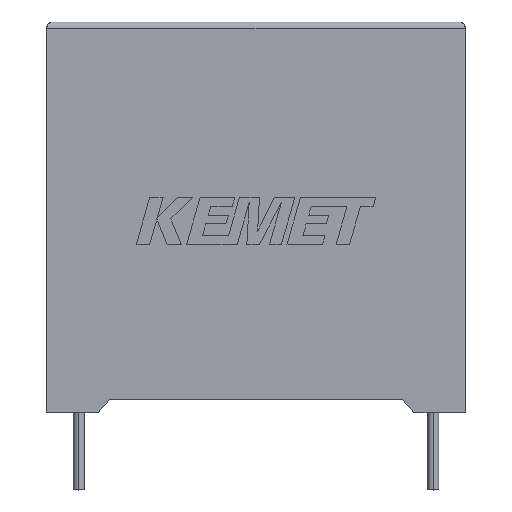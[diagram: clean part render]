
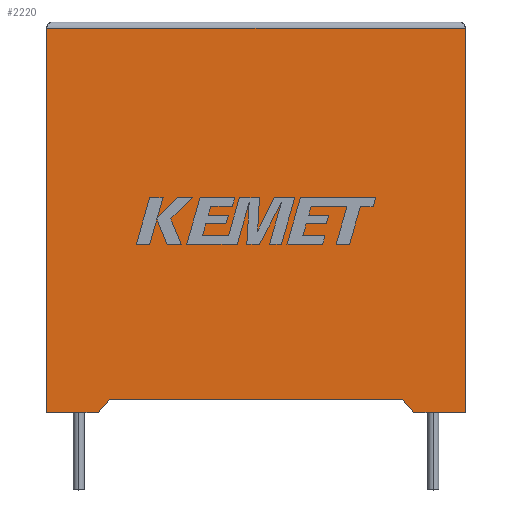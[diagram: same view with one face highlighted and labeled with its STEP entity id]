
A CAD part, top view. The second image highlights one B-rep face of the part: STEP entity #2220.
In plain terms, the highlighted planar face has unit normal (0, 0, 1).
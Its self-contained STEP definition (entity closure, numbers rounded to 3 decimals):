
#11 = ORIENTED_EDGE ( 'NONE', *, *, #854, .F. ) ;
#248 = CARTESIAN_POINT ( 'NONE',  ( 4.903, 1.045, 16.3 ) ) ;
#366 = VECTOR ( 'NONE', #1514, 1000. ) ;
#376 = AXIS2_PLACEMENT_3D ( 'NONE', #2480, #1511, #2167 ) ;
#466 = CARTESIAN_POINT ( 'NONE',  ( 4., 0., 16.3 ) ) ;
#525 = VECTOR ( 'NONE', #871, 1000. ) ;
#547 = EDGE_CURVE ( 'NONE', #3020, #1165, #2455, .T. ) ;
#559 = CARTESIAN_POINT ( 'NONE',  ( 0., 29.8, 16.3 ) ) ;
#619 = LINE ( 'NONE', #1585, #1388 ) ;
#644 = EDGE_LOOP ( 'NONE', ( #2638, #2442, #2009, #1817, #11, #1452, #2648, #1518 ) ) ;
#684 = LINE ( 'NONE', #2091, #2570 ) ;
#771 = DIRECTION ( 'NONE',  ( 0.654, -0.757, 0. ) ) ;
#802 = CARTESIAN_POINT ( 'NONE',  ( 32.5, 0., 16.3 ) ) ;
#854 = EDGE_CURVE ( 'NONE', #2686, #2211, #1277, .T. ) ;
#871 = DIRECTION ( 'NONE',  ( -0.654, -0.757, 0. ) ) ;
#900 = DIRECTION ( 'NONE',  ( 1., 0., 0. ) ) ;
#927 = FACE_OUTER_BOUND ( 'NONE', #644, .T. ) ;
#1036 = EDGE_CURVE ( 'NONE', #2227, #3013, #684, .T. ) ;
#1165 = VERTEX_POINT ( 'NONE', #2625 ) ;
#1170 = LINE ( 'NONE', #1658, #1771 ) ;
#1240 = VERTEX_POINT ( 'NONE', #1766 ) ;
#1277 = LINE ( 'NONE', #2261, #525 ) ;
#1345 = VECTOR ( 'NONE', #771, 1000. ) ;
#1388 = VECTOR ( 'NONE', #900, 1000. ) ;
#1412 = VERTEX_POINT ( 'NONE', #1487 ) ;
#1430 = PLANE ( 'NONE',  #376 ) ;
#1452 = ORIENTED_EDGE ( 'NONE', *, *, #1510, .F. ) ;
#1487 = CARTESIAN_POINT ( 'NONE',  ( 32.5, 29.8, 16.3 ) ) ;
#1492 = CARTESIAN_POINT ( 'NONE',  ( 28.5, 0., 16.3 ) ) ;
#1506 = EDGE_CURVE ( 'NONE', #1412, #3020, #2737, .T. ) ;
#1510 = EDGE_CURVE ( 'NONE', #1240, #2686, #2446, .T. ) ;
#1511 = DIRECTION ( 'NONE',  ( 0., 0., -1. ) ) ;
#1514 = DIRECTION ( 'NONE',  ( -1., 0., 0. ) ) ;
#1518 = ORIENTED_EDGE ( 'NONE', *, *, #1036, .T. ) ;
#1585 = CARTESIAN_POINT ( 'NONE',  ( 0., 0., 16.3 ) ) ;
#1650 = DIRECTION ( 'NONE',  ( -1., 0., 0. ) ) ;
#1658 = CARTESIAN_POINT ( 'NONE',  ( 32.5, 0., 16.3 ) ) ;
#1677 = VECTOR ( 'NONE', #1650, 1000. ) ;
#1692 = EDGE_CURVE ( 'NONE', #3013, #1412, #1170, .T. ) ;
#1766 = CARTESIAN_POINT ( 'NONE',  ( 27.597, 1.045, 16.3 ) ) ;
#1771 = VECTOR ( 'NONE', #1884, 1000. ) ;
#1776 = CARTESIAN_POINT ( 'NONE',  ( 28.5, 0., 16.3 ) ) ;
#1801 = CARTESIAN_POINT ( 'NONE',  ( 0., 0., 16.3 ) ) ;
#1817 = ORIENTED_EDGE ( 'NONE', *, *, #2048, .T. ) ;
#1884 = DIRECTION ( 'NONE',  ( 0., 1., 0. ) ) ;
#1965 = VECTOR ( 'NONE', #2269, 1000. ) ;
#2009 = ORIENTED_EDGE ( 'NONE', *, *, #547, .T. ) ;
#2048 = EDGE_CURVE ( 'NONE', #1165, #2211, #619, .T. ) ;
#2091 = CARTESIAN_POINT ( 'NONE',  ( 0., 0., 16.3 ) ) ;
#2167 = DIRECTION ( 'NONE',  ( -1., 0., 0. ) ) ;
#2211 = VERTEX_POINT ( 'NONE', #466 ) ;
#2220 = ADVANCED_FACE ( 'NONE', ( #927 ), #1430, .F. ) ;
#2223 = CARTESIAN_POINT ( 'NONE',  ( 0., 29.8, 16.3 ) ) ;
#2227 = VERTEX_POINT ( 'NONE', #1776 ) ;
#2261 = CARTESIAN_POINT ( 'NONE',  ( 4., 0., 16.3 ) ) ;
#2269 = DIRECTION ( 'NONE',  ( 0., -1., 0. ) ) ;
#2427 = LINE ( 'NONE', #1492, #1345 ) ;
#2442 = ORIENTED_EDGE ( 'NONE', *, *, #1506, .T. ) ;
#2446 = LINE ( 'NONE', #2768, #1677 ) ;
#2455 = LINE ( 'NONE', #1801, #1965 ) ;
#2480 = CARTESIAN_POINT ( 'NONE',  ( 0., 0., 16.3 ) ) ;
#2570 = VECTOR ( 'NONE', #2779, 1000. ) ;
#2625 = CARTESIAN_POINT ( 'NONE',  ( 0., 0., 16.3 ) ) ;
#2638 = ORIENTED_EDGE ( 'NONE', *, *, #1692, .T. ) ;
#2648 = ORIENTED_EDGE ( 'NONE', *, *, #3033, .T. ) ;
#2686 = VERTEX_POINT ( 'NONE', #248 ) ;
#2737 = LINE ( 'NONE', #559, #366 ) ;
#2768 = CARTESIAN_POINT ( 'NONE',  ( 16.25, 1.045, 16.3 ) ) ;
#2779 = DIRECTION ( 'NONE',  ( 1., 0., 0. ) ) ;
#3013 = VERTEX_POINT ( 'NONE', #802 ) ;
#3020 = VERTEX_POINT ( 'NONE', #2223 ) ;
#3033 = EDGE_CURVE ( 'NONE', #1240, #2227, #2427, .T. ) ;
